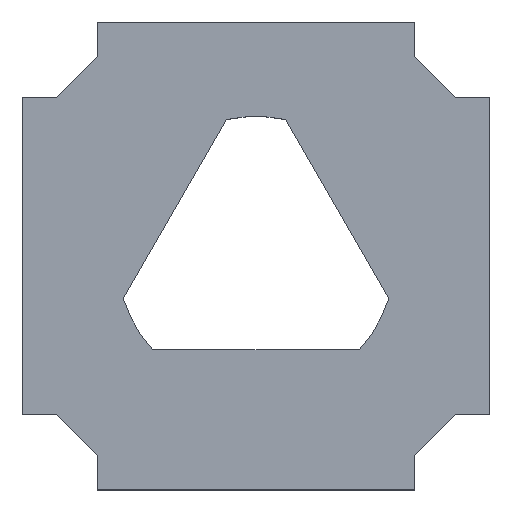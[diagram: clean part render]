
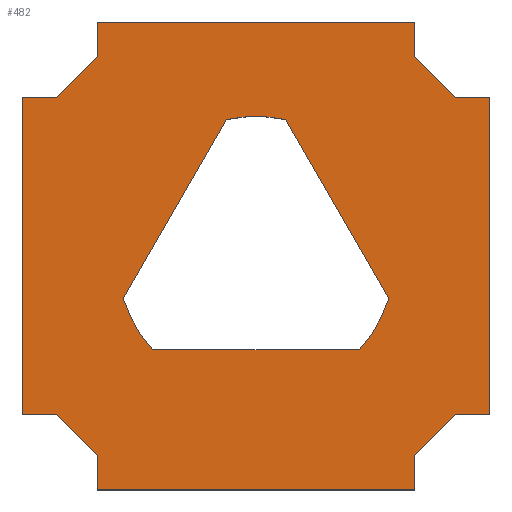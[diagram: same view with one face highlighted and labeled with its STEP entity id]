
A CAD part, top view. The second image highlights one B-rep face of the part: STEP entity #482.
In plain terms, the highlighted planar face has unit normal (0, 0, 1).
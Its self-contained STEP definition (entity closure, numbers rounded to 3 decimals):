
#16=FACE_BOUND('',#75,.T.);
#18=CIRCLE('',#508,15.);
#20=CIRCLE('',#511,15.);
#21=CIRCLE('',#513,15.);
#49=FACE_OUTER_BOUND('',#74,.T.);
#74=EDGE_LOOP('',(#416,#417,#418,#419,#420,#421,#422,#423,#424,#425,#426,
#427,#428,#429,#430,#431));
#75=EDGE_LOOP('',(#432,#433,#434,#435,#436,#437));
#76=LINE('',#659,#136);
#80=LINE('',#668,#140);
#84=LINE('',#677,#144);
#90=LINE('',#699,#150);
#93=LINE('',#705,#153);
#96=LINE('',#711,#156);
#99=LINE('',#717,#159);
#102=LINE('',#723,#162);
#105=LINE('',#729,#165);
#108=LINE('',#735,#168);
#111=LINE('',#741,#171);
#114=LINE('',#747,#174);
#117=LINE('',#753,#177);
#120=LINE('',#759,#180);
#123=LINE('',#765,#183);
#126=LINE('',#771,#186);
#129=LINE('',#777,#189);
#132=LINE('',#783,#192);
#135=LINE('',#787,#195);
#136=VECTOR('',#537,10.);
#140=VECTOR('',#543,10.);
#144=VECTOR('',#549,10.);
#150=VECTOR('',#575,10.);
#153=VECTOR('',#580,10.);
#156=VECTOR('',#585,10.);
#159=VECTOR('',#590,10.);
#162=VECTOR('',#595,10.);
#165=VECTOR('',#600,10.);
#168=VECTOR('',#605,10.);
#171=VECTOR('',#610,10.);
#174=VECTOR('',#615,10.);
#177=VECTOR('',#620,10.);
#180=VECTOR('',#625,10.);
#183=VECTOR('',#630,10.);
#186=VECTOR('',#635,10.);
#189=VECTOR('',#640,10.);
#192=VECTOR('',#645,10.);
#195=VECTOR('',#650,10.);
#196=VERTEX_POINT('',#657);
#197=VERTEX_POINT('',#658);
#200=VERTEX_POINT('',#666);
#201=VERTEX_POINT('',#667);
#204=VERTEX_POINT('',#675);
#205=VERTEX_POINT('',#676);
#210=VERTEX_POINT('',#696);
#211=VERTEX_POINT('',#698);
#213=VERTEX_POINT('',#704);
#215=VERTEX_POINT('',#710);
#217=VERTEX_POINT('',#716);
#219=VERTEX_POINT('',#722);
#221=VERTEX_POINT('',#728);
#223=VERTEX_POINT('',#734);
#225=VERTEX_POINT('',#740);
#227=VERTEX_POINT('',#746);
#229=VERTEX_POINT('',#752);
#231=VERTEX_POINT('',#758);
#233=VERTEX_POINT('',#764);
#235=VERTEX_POINT('',#770);
#237=VERTEX_POINT('',#776);
#239=VERTEX_POINT('',#782);
#240=EDGE_CURVE('',#196,#197,#76,.T.);
#244=EDGE_CURVE('',#200,#201,#80,.T.);
#248=EDGE_CURVE('',#204,#205,#84,.T.);
#253=EDGE_CURVE('',#200,#205,#18,.T.);
#255=EDGE_CURVE('',#196,#201,#20,.T.);
#256=EDGE_CURVE('',#204,#197,#21,.T.);
#260=EDGE_CURVE('',#211,#210,#90,.T.);
#263=EDGE_CURVE('',#213,#211,#93,.T.);
#266=EDGE_CURVE('',#215,#213,#96,.T.);
#269=EDGE_CURVE('',#217,#215,#99,.T.);
#272=EDGE_CURVE('',#219,#217,#102,.T.);
#275=EDGE_CURVE('',#221,#219,#105,.T.);
#278=EDGE_CURVE('',#223,#221,#108,.T.);
#281=EDGE_CURVE('',#225,#223,#111,.T.);
#284=EDGE_CURVE('',#227,#225,#114,.T.);
#287=EDGE_CURVE('',#229,#227,#117,.T.);
#290=EDGE_CURVE('',#231,#229,#120,.T.);
#293=EDGE_CURVE('',#233,#231,#123,.T.);
#296=EDGE_CURVE('',#235,#233,#126,.T.);
#299=EDGE_CURVE('',#237,#235,#129,.T.);
#302=EDGE_CURVE('',#239,#237,#132,.T.);
#305=EDGE_CURVE('',#210,#239,#135,.T.);
#416=ORIENTED_EDGE('',*,*,#305,.T.);
#417=ORIENTED_EDGE('',*,*,#302,.T.);
#418=ORIENTED_EDGE('',*,*,#299,.T.);
#419=ORIENTED_EDGE('',*,*,#296,.T.);
#420=ORIENTED_EDGE('',*,*,#293,.T.);
#421=ORIENTED_EDGE('',*,*,#290,.T.);
#422=ORIENTED_EDGE('',*,*,#287,.T.);
#423=ORIENTED_EDGE('',*,*,#284,.T.);
#424=ORIENTED_EDGE('',*,*,#281,.T.);
#425=ORIENTED_EDGE('',*,*,#278,.T.);
#426=ORIENTED_EDGE('',*,*,#275,.T.);
#427=ORIENTED_EDGE('',*,*,#272,.T.);
#428=ORIENTED_EDGE('',*,*,#269,.T.);
#429=ORIENTED_EDGE('',*,*,#266,.T.);
#430=ORIENTED_EDGE('',*,*,#263,.T.);
#431=ORIENTED_EDGE('',*,*,#260,.T.);
#432=ORIENTED_EDGE('',*,*,#253,.T.);
#433=ORIENTED_EDGE('',*,*,#248,.F.);
#434=ORIENTED_EDGE('',*,*,#256,.T.);
#435=ORIENTED_EDGE('',*,*,#240,.F.);
#436=ORIENTED_EDGE('',*,*,#255,.T.);
#437=ORIENTED_EDGE('',*,*,#244,.F.);
#458=PLANE('',#532);
#482=ADVANCED_FACE('',(#49,#16),#458,.T.);
#508=AXIS2_PLACEMENT_3D('',#685,#557,#558);
#511=AXIS2_PLACEMENT_3D('',#688,#563,#564);
#513=AXIS2_PLACEMENT_3D('',#690,#567,#568);
#532=AXIS2_PLACEMENT_3D('',#789,#653,#654);
#537=DIRECTION('',(1.,0.,0.));
#543=DIRECTION('',(-0.5,-0.866,0.));
#549=DIRECTION('',(-0.5,0.866,0.));
#557=DIRECTION('center_axis',(0.,0.,-1.));
#558=DIRECTION('ref_axis',(1.,0.,0.));
#563=DIRECTION('center_axis',(0.,0.,-1.));
#564=DIRECTION('ref_axis',(1.,0.,0.));
#567=DIRECTION('center_axis',(0.,0.,-1.));
#568=DIRECTION('ref_axis',(1.,0.,0.));
#575=DIRECTION('',(0.,1.,0.));
#580=DIRECTION('',(-0.707,0.707,0.));
#585=DIRECTION('',(-1.,0.,0.));
#590=DIRECTION('',(0.,1.,0.));
#595=DIRECTION('',(1.,0.,0.));
#600=DIRECTION('',(0.707,0.707,0.));
#605=DIRECTION('',(0.,1.,0.));
#610=DIRECTION('',(1.,0.,0.));
#615=DIRECTION('',(0.,-1.,0.));
#620=DIRECTION('',(0.707,-0.707,0.));
#625=DIRECTION('',(1.,0.,0.));
#630=DIRECTION('',(0.,-1.,0.));
#635=DIRECTION('',(-1.,0.,0.));
#640=DIRECTION('',(-0.707,-0.707,0.));
#645=DIRECTION('',(0.,-1.,0.));
#650=DIRECTION('',(-1.,0.,0.));
#653=DIRECTION('center_axis',(0.,0.,1.));
#654=DIRECTION('ref_axis',(1.,0.,0.));
#657=CARTESIAN_POINT('',(-11.113,-10.075,8.));
#658=CARTESIAN_POINT('',(11.113,-10.075,8.));
#659=CARTESIAN_POINT('',(5.556,-10.075,8.));
#666=CARTESIAN_POINT('',(-3.169,14.661,8.));
#667=CARTESIAN_POINT('',(-14.282,-4.586,8.));
#668=CARTESIAN_POINT('',(-11.54,0.162,8.));
#675=CARTESIAN_POINT('',(14.282,-4.586,8.));
#676=CARTESIAN_POINT('',(3.169,14.661,8.));
#677=CARTESIAN_POINT('',(5.984,9.786,8.));
#685=CARTESIAN_POINT('Origin',(0.,0.,8.));
#688=CARTESIAN_POINT('Origin',(0.,0.,8.));
#690=CARTESIAN_POINT('Origin',(0.,0.,8.));
#696=CARTESIAN_POINT('',(17.05,25.151,8.));
#698=CARTESIAN_POINT('',(17.05,21.461,8.));
#699=CARTESIAN_POINT('',(17.05,25.151,8.));
#704=CARTESIAN_POINT('',(21.461,17.05,8.));
#705=CARTESIAN_POINT('',(19.256,19.256,8.));
#710=CARTESIAN_POINT('',(25.151,17.05,8.));
#711=CARTESIAN_POINT('',(21.461,17.05,8.));
#716=CARTESIAN_POINT('',(25.151,-17.05,8.));
#717=CARTESIAN_POINT('',(25.151,0.,8.));
#722=CARTESIAN_POINT('',(21.461,-17.05,8.));
#723=CARTESIAN_POINT('',(25.151,-17.05,8.));
#728=CARTESIAN_POINT('',(17.05,-21.461,8.));
#729=CARTESIAN_POINT('',(19.256,-19.256,8.));
#734=CARTESIAN_POINT('',(17.05,-25.151,8.));
#735=CARTESIAN_POINT('',(17.05,-21.461,8.));
#740=CARTESIAN_POINT('',(-17.05,-25.151,8.));
#741=CARTESIAN_POINT('',(0.,-25.151,8.));
#746=CARTESIAN_POINT('',(-17.05,-21.461,8.));
#747=CARTESIAN_POINT('',(-17.05,-25.151,8.));
#752=CARTESIAN_POINT('',(-21.461,-17.05,8.));
#753=CARTESIAN_POINT('',(-19.256,-19.256,8.));
#758=CARTESIAN_POINT('',(-25.151,-17.05,8.));
#759=CARTESIAN_POINT('',(-21.461,-17.05,8.));
#764=CARTESIAN_POINT('',(-25.151,17.05,8.));
#765=CARTESIAN_POINT('',(-25.151,0.,8.));
#770=CARTESIAN_POINT('',(-21.461,17.05,8.));
#771=CARTESIAN_POINT('',(-25.151,17.05,8.));
#776=CARTESIAN_POINT('',(-17.05,21.461,8.));
#777=CARTESIAN_POINT('',(-19.256,19.256,8.));
#782=CARTESIAN_POINT('',(-17.05,25.151,8.));
#783=CARTESIAN_POINT('',(-17.05,21.461,8.));
#787=CARTESIAN_POINT('',(0.,25.151,8.));
#789=CARTESIAN_POINT('Origin',(0.,0.,
8.));
